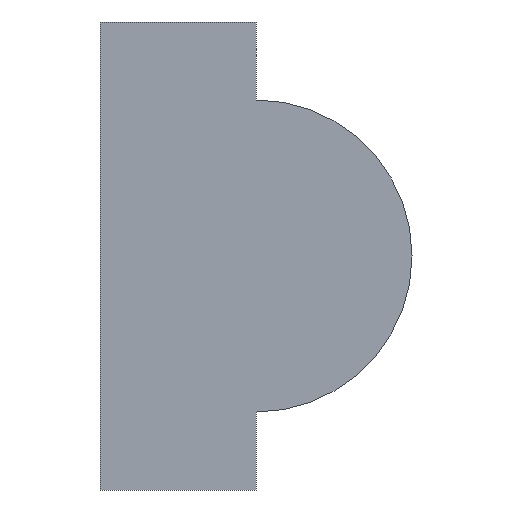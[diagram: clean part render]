
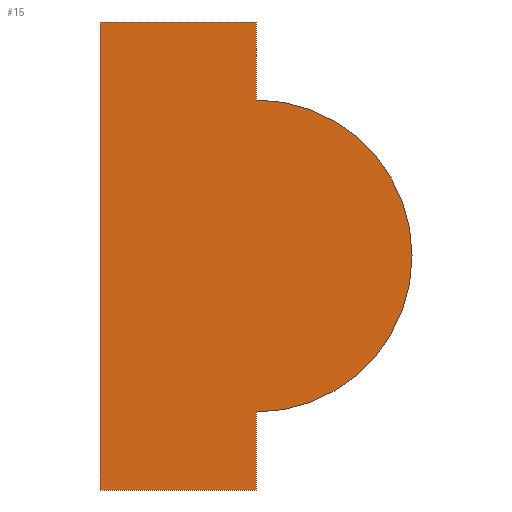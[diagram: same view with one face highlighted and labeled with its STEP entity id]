
A CAD part, front view. The second image highlights one B-rep face of the part: STEP entity #15.
In plain terms, the highlighted planar face has unit normal (0, -1, 0).
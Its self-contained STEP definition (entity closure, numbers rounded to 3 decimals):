
#3 = AXIS2_PLACEMENT_3D ( 'NONE', #221, #199, #248 ) ;
#9 = LINE ( 'NONE', #205, #77 ) ;
#10 = CARTESIAN_POINT ( 'NONE',  ( -0.5, 0., -1.5 ) ) ;
#15 = ADVANCED_FACE ( 'NONE', ( #115 ), #176, .T. ) ;
#26 = DIRECTION ( 'NONE',  ( 0., 0., 1. ) ) ;
#30 = DIRECTION ( 'NONE',  ( 1., 0., 0. ) ) ;
#34 = VECTOR ( 'NONE', #243, 1000. ) ;
#37 = CARTESIAN_POINT ( 'NONE',  ( 0.5, 0., 1. ) ) ;
#40 = VERTEX_POINT ( 'NONE', #37 ) ;
#42 = ORIENTED_EDGE ( 'NONE', *, *, #266, .F. ) ;
#46 = CARTESIAN_POINT ( 'NONE',  ( 0.5, 0., 1.5 ) ) ;
#52 = VERTEX_POINT ( 'NONE', #148 ) ;
#55 = VERTEX_POINT ( 'NONE', #174 ) ;
#67 = ORIENTED_EDGE ( 'NONE', *, *, #250, .F. ) ;
#70 = CARTESIAN_POINT ( 'NONE',  ( 0.5, 0., -1. ) ) ;
#71 = LINE ( 'NONE', #46, #200 ) ;
#77 = VECTOR ( 'NONE', #26, 1000. ) ;
#89 = EDGE_CURVE ( 'NONE', #111, #52, #100, .T. ) ;
#97 = VERTEX_POINT ( 'NONE', #10 ) ;
#100 = LINE ( 'NONE', #70, #209 ) ;
#101 = EDGE_CURVE ( 'NONE', #224, #55, #139, .T. ) ;
#103 = ORIENTED_EDGE ( 'NONE', *, *, #185, .F. ) ;
#109 = DIRECTION ( 'NONE',  ( 0., 0., -1. ) ) ;
#111 = VERTEX_POINT ( 'NONE', #118 ) ;
#115 = FACE_OUTER_BOUND ( 'NONE', #143, .T. ) ;
#118 = CARTESIAN_POINT ( 'NONE',  ( 0.5, 0., -1. ) ) ;
#120 = VECTOR ( 'NONE', #30, 1000. ) ;
#130 = CARTESIAN_POINT ( 'NONE',  ( -0.5, 0., 1.5 ) ) ;
#139 = LINE ( 'NONE', #260, #120 ) ;
#143 = EDGE_LOOP ( 'NONE', ( #194, #42, #181, #67, #103, #172 ) ) ;
#148 = CARTESIAN_POINT ( 'NONE',  ( 0.5, 0., -1.5 ) ) ;
#149 = EDGE_CURVE ( 'NONE', #97, #224, #9, .T. ) ;
#153 = CARTESIAN_POINT ( 'NONE',  ( 0.5, 0., 0. ) ) ;
#154 = DIRECTION ( 'NONE',  ( 0., 1., 0. ) ) ;
#156 = DIRECTION ( 'NONE',  ( 0., 0., -1. ) ) ;
#172 = ORIENTED_EDGE ( 'NONE', *, *, #101, .F. ) ;
#174 = CARTESIAN_POINT ( 'NONE',  ( 0.5, 0., 1.5 ) ) ;
#176 = PLANE ( 'NONE',  #3 ) ;
#181 = ORIENTED_EDGE ( 'NONE', *, *, #89, .F. ) ;
#185 = EDGE_CURVE ( 'NONE', #55, #40, #71, .T. ) ;
#187 = CIRCLE ( 'NONE', #253, 1. ) ;
#194 = ORIENTED_EDGE ( 'NONE', *, *, #149, .F. ) ;
#199 = DIRECTION ( 'NONE',  ( 0., -1., 0. ) ) ;
#200 = VECTOR ( 'NONE', #206, 1000. ) ;
#205 = CARTESIAN_POINT ( 'NONE',  ( -0.5, 0., 1.5 ) ) ;
#206 = DIRECTION ( 'NONE',  ( 0., 0., -1. ) ) ;
#209 = VECTOR ( 'NONE', #109, 1000. ) ;
#221 = CARTESIAN_POINT ( 'NONE',  ( 0.5, 0., 0. ) ) ;
#224 = VERTEX_POINT ( 'NONE', #130 ) ;
#243 = DIRECTION ( 'NONE',  ( -1., 0., 0. ) ) ;
#244 = LINE ( 'NONE', #247, #34 ) ;
#247 = CARTESIAN_POINT ( 'NONE',  ( 0.5, 0., -1.5 ) ) ;
#248 = DIRECTION ( 'NONE',  ( 0., 0., -1. ) ) ;
#250 = EDGE_CURVE ( 'NONE', #40, #111, #187, .T. ) ;
#253 = AXIS2_PLACEMENT_3D ( 'NONE', #153, #154, #156 ) ;
#260 = CARTESIAN_POINT ( 'NONE',  ( 0.5, 0., 1.5 ) ) ;
#266 = EDGE_CURVE ( 'NONE', #52, #97, #244, .T. ) ;
